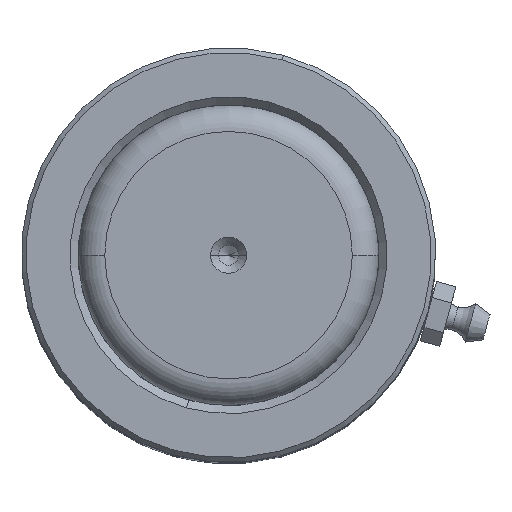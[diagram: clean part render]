
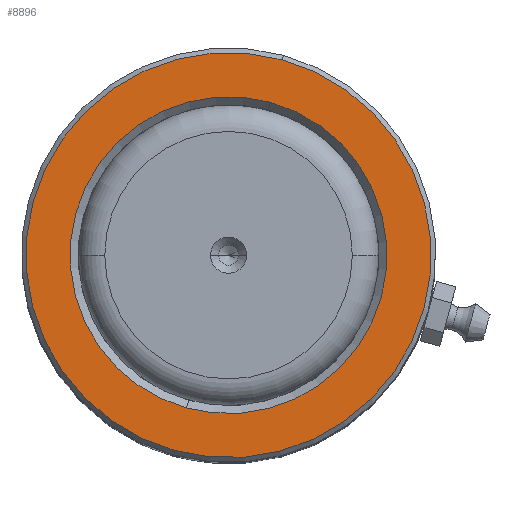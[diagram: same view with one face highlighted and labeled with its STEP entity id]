
A CAD part, top view. The second image highlights one B-rep face of the part: STEP entity #8896.
In plain terms, the highlighted planar face has unit normal (0, 0, 1).
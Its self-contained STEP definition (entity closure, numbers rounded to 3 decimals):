
#222 = CARTESIAN_POINT ( 'NONE',  ( 0., 0., 120. ) ) ;
#361 = DIRECTION ( 'NONE',  ( 0., 0., 1. ) ) ;
#375 = AXIS2_PLACEMENT_3D ( 'NONE', #2524, #361, #5329 ) ;
#403 = CARTESIAN_POINT ( 'NONE',  ( 23.7, 0., 120. ) ) ;
#541 = CARTESIAN_POINT ( 'NONE',  ( -23.7, 0., 120. ) ) ;
#687 = AXIS2_PLACEMENT_3D ( 'NONE', #9104, #6933, #9137 ) ;
#1052 = CIRCLE ( 'NONE', #3649, 30.3 ) ;
#1154 = CIRCLE ( 'NONE', #5394, 30.3 ) ;
#1156 = CIRCLE ( 'NONE', #687, 23.7 ) ;
#1352 = CARTESIAN_POINT ( 'NONE',  ( 0., 0., 120. ) ) ;
#1568 = EDGE_CURVE ( 'NONE', #6362, #7251, #4843, .T. ) ;
#1799 = EDGE_CURVE ( 'NONE', #3969, #1914, #1052, .T. ) ;
#1914 = VERTEX_POINT ( 'NONE', #3796 ) ;
#1921 = EDGE_CURVE ( 'NONE', #1914, #3969, #1154, .T. ) ;
#2090 = DIRECTION ( 'NONE',  ( 0., 0., -1. ) ) ;
#2242 = FACE_OUTER_BOUND ( 'NONE', #6313, .T. ) ;
#2445 = DIRECTION ( 'NONE',  ( 0., 0., 1. ) ) ;
#2524 = CARTESIAN_POINT ( 'NONE',  ( 0., 0., 120. ) ) ;
#2917 = EDGE_CURVE ( 'NONE', #7251, #6362, #1156, .T. ) ;
#3263 = PLANE ( 'NONE',  #375 ) ;
#3463 = AXIS2_PLACEMENT_3D ( 'NONE', #1352, #2090, #7064 ) ;
#3649 = AXIS2_PLACEMENT_3D ( 'NONE', #222, #3725, #8038 ) ;
#3725 = DIRECTION ( 'NONE',  ( 0., 0., 1. ) ) ;
#3796 = CARTESIAN_POINT ( 'NONE',  ( -30.3, 0., 120. ) ) ;
#3969 = VERTEX_POINT ( 'NONE', #5656 ) ;
#4611 = CARTESIAN_POINT ( 'NONE',  ( 0., 0., 120. ) ) ;
#4843 = CIRCLE ( 'NONE', #3463, 23.7 ) ;
#5329 = DIRECTION ( 'NONE',  ( 1., 0., 0. ) ) ;
#5346 = DIRECTION ( 'NONE',  ( 1., 0., 0. ) ) ;
#5394 = AXIS2_PLACEMENT_3D ( 'NONE', #4611, #2445, #5346 ) ;
#5656 = CARTESIAN_POINT ( 'NONE',  ( 30.3, 0., 120. ) ) ;
#6079 = ORIENTED_EDGE ( 'NONE', *, *, #1568, .T. ) ;
#6313 = EDGE_LOOP ( 'NONE', ( #7077, #8889 ) ) ;
#6362 = VERTEX_POINT ( 'NONE', #403 ) ;
#6873 = EDGE_LOOP ( 'NONE', ( #6079, #7634 ) ) ;
#6933 = DIRECTION ( 'NONE',  ( 0., 0., -1. ) ) ;
#7064 = DIRECTION ( 'NONE',  ( 1., 0., 0. ) ) ;
#7077 = ORIENTED_EDGE ( 'NONE', *, *, #1921, .T. ) ;
#7251 = VERTEX_POINT ( 'NONE', #541 ) ;
#7634 = ORIENTED_EDGE ( 'NONE', *, *, #2917, .T. ) ;
#8038 = DIRECTION ( 'NONE',  ( 1., 0., 0. ) ) ;
#8889 = ORIENTED_EDGE ( 'NONE', *, *, #1799, .T. ) ;
#8896 = ADVANCED_FACE ( 'NONE', ( #2242, #9102 ), #3263, .T. ) ;
#9102 = FACE_BOUND ( 'NONE', #6873, .T. ) ;
#9104 = CARTESIAN_POINT ( 'NONE',  ( 0., 0., 120. ) ) ;
#9137 = DIRECTION ( 'NONE',  ( 1., 0., 0. ) ) ;
